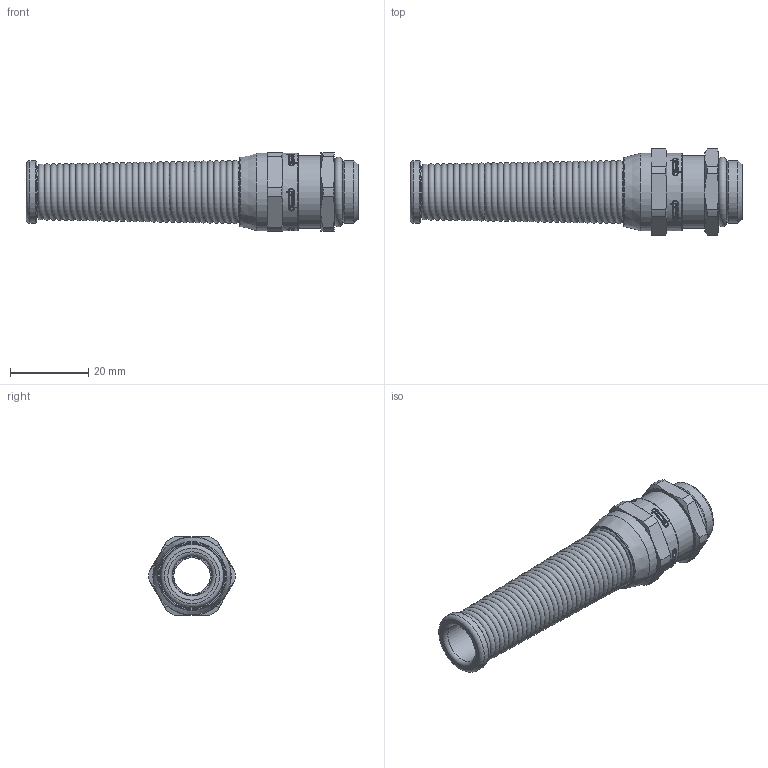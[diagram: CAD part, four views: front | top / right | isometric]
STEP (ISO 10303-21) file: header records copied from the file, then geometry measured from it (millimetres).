
FILE_DESCRIPTION(/* description */ ('HSK-M-Flex-EMV Metr.-Cable Glands'),/* implementation_level */ '2;1');
FILE_NAME(/* name */ '1624160050.stp',/* time_stamp */ '2021-10-13T10:49:23+02:00',/* author */ ('sl'),/* organization */ ('HUMMEL'),/* preprocessor_version */ 'ST-DEVELOPER v16.5',/* originating_system */ 'Autodesk Inventor 2017',/* authorisation */ '');
FILE_SCHEMA (('AUTOMOTIVE_DESIGN { 1 0 10303 214 3 1 1 }'));
Length unit declared in the file: millimetre
Products named in the file (8): HSK-M-Flex-EMV 1.624.1600.50; HSK-M-Flex-EMV 1.624.1600.50-Gland; HSK-M-Flex-EMV 1.624.1600.50-Clamping insert; HSK-M-Flex-EMV 1.624.1600.50-Sealing insert; HSK-M-Flex-EMV 1.624.1600.50-O-Ring; HSK-M-Flex-EMV 1.624.1600.50-Nut; HSK-M-Flex-EMV 1.624.1600.50-Feather; HSK-M-Flex-EMV 1.624.1600.50-Cover
Assembly tree (7 placements, depth 2):
  HSK-M-Flex-EMV 1.624.1600.50
    HSK-M-Flex-EMV 1.624.1600.50-Gland
    HSK-M-Flex-EMV 1.624.1600.50-Clamping insert
    HSK-M-Flex-EMV 1.624.1600.50-Sealing insert
    HSK-M-Flex-EMV 1.624.1600.50-O-Ring
    HSK-M-Flex-EMV 1.624.1600.50-Nut
    HSK-M-Flex-EMV 1.624.1600.50-Feather
    HSK-M-Flex-EMV 1.624.1600.50-Cover
Bounding box: 84.7 x 21.99 x 20 mm (x, y, z)
Volume: 9682.3 mm3; surface area: 15060.3 mm2
Topology: 7 solids, 12 shells, 590 faces, 1492 edges, 970 vertices
Faces by surface type: plane 420, cylinder 86, torus 43, cone 41
Full cylindrical faces by diameter (mm): 10 x1, 10.2 x1, 10.3 x2, 12 x2, 12.1 x2, 13.8 x1, 14.6 x1, 15 x2, 15.9 x2, 16 x2, 16.6 x1, 17.26 x1, 17.4 x1, 17.93 x2, 18.6 x1, 19.8 x2
Entity records: 18185 total; most frequent: CARTESIAN_POINT 3801, DIRECTION 3067, ORIENTED_EDGE 2810, EDGE_CURVE 1405, AXIS2_PLACEMENT_3D 1139, VERTEX_POINT 967, LINE 789, VECTOR 789
